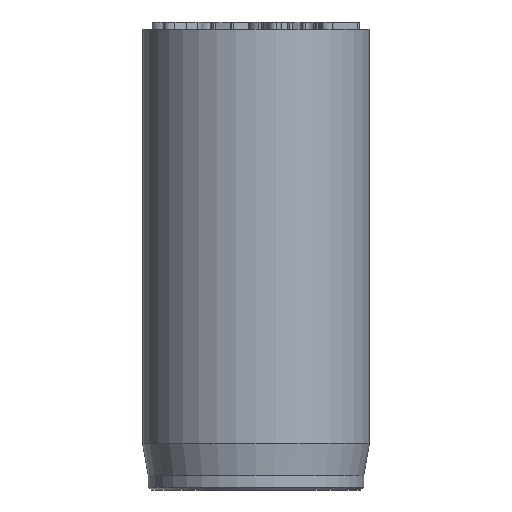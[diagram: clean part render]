
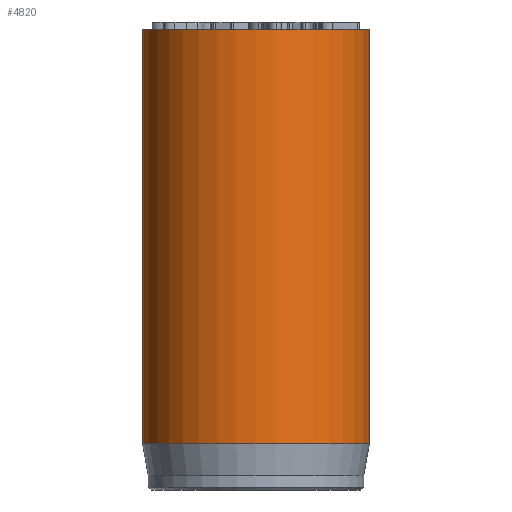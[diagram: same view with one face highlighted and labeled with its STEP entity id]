
A CAD part, front view. The second image highlights one B-rep face of the part: STEP entity #4820.
In plain terms, the highlighted cylindrical face has radius 8 mm (diameter 16 mm), a full revolution.
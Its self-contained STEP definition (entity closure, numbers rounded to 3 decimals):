
#32=CYLINDRICAL_SURFACE('',#5022,8.);
#44=CIRCLE('',#4989,8.);
#60=CIRCLE('',#5020,8.);
#61=CIRCLE('',#5021,8.);
#394=FACE_OUTER_BOUND('',#680,.T.);
#680=EDGE_LOOP('',(#4154,#4155,#4156,#4157,#4158));
#1024=LINE('',#8747,#1384);
#1384=VECTOR('',#5534,8.);
#2164=VERTEX_POINT('',#8686);
#2180=VERTEX_POINT('',#8741);
#2181=VERTEX_POINT('',#8742);
#2829=EDGE_CURVE('',#2164,#2164,#44,.T.);
#2853=EDGE_CURVE('',#2180,#2181,#60,.T.);
#2854=EDGE_CURVE('',#2181,#2180,#61,.T.);
#2856=EDGE_CURVE('',#2164,#2180,#1024,.T.);
#4154=ORIENTED_EDGE('',*,*,#2829,.T.);
#4155=ORIENTED_EDGE('',*,*,#2856,.T.);
#4156=ORIENTED_EDGE('',*,*,#2853,.T.);
#4157=ORIENTED_EDGE('',*,*,#2854,.T.);
#4158=ORIENTED_EDGE('',*,*,#2856,.F.);
#4820=ADVANCED_FACE('',(#394),#32,.T.);
#4989=AXIS2_PLACEMENT_3D('',#8687,#5457,#5458);
#5020=AXIS2_PLACEMENT_3D('',#8743,#5527,#5528);
#5021=AXIS2_PLACEMENT_3D('',#8744,#5529,#5530);
#5022=AXIS2_PLACEMENT_3D('',#8746,#5532,#5533);
#5457=DIRECTION('center_axis',(0.,0.,-1.));
#5458=DIRECTION('ref_axis',(-1.,0.,0.));
#5527=DIRECTION('center_axis',(0.,0.,1.));
#5528=DIRECTION('ref_axis',(-1.,0.,0.));
#5529=DIRECTION('center_axis',(0.,0.,1.));
#5530=DIRECTION('ref_axis',(-1.,0.,0.));
#5532=DIRECTION('center_axis',(0.,0.,1.));
#5533=DIRECTION('ref_axis',(-1.,0.,0.));
#5534=DIRECTION('',(0.,0.,-1.));
#8686=CARTESIAN_POINT('',(8.,0.,32.5));
#8687=CARTESIAN_POINT('Origin',(0.,0.,32.5));
#8741=CARTESIAN_POINT('',(8.,0.,3.269));
#8742=CARTESIAN_POINT('',(-8.,0.,3.269));
#8743=CARTESIAN_POINT('Origin',(0.,0.,3.269));
#8744=CARTESIAN_POINT('Origin',(0.,0.,3.269));
#8746=CARTESIAN_POINT('Origin',(0.,0.,0.));
#8747=CARTESIAN_POINT('',(8.,0.,0.));
